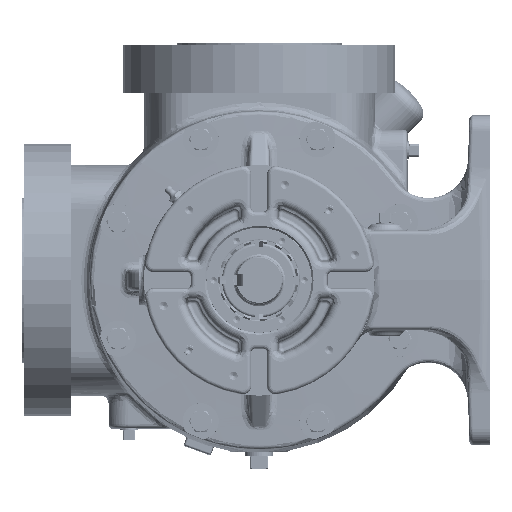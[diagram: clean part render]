
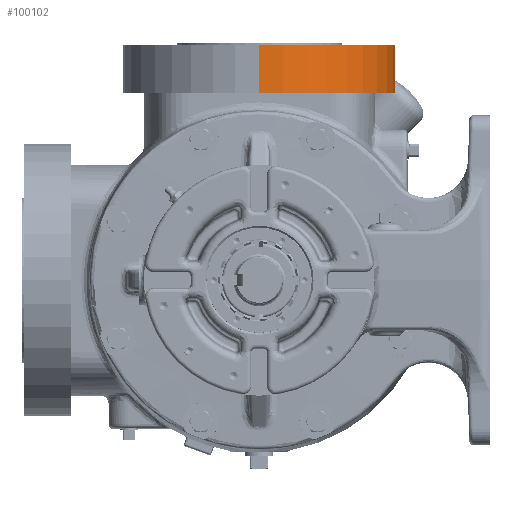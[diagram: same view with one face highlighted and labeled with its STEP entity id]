
A CAD part, left-side view. The second image highlights one B-rep face of the part: STEP entity #100102.
In plain terms, the highlighted cylindrical face has radius 104.775 mm (diameter 209.55 mm), a partial arc.
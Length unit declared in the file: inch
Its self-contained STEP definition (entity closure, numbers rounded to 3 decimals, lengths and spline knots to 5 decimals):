
#17796 = CYLINDRICAL_SURFACE ( 'NONE', #40287, 4.125 ) ;
#18707 = CARTESIAN_POINT ( 'NONE',  ( 7.47, 0., 5.6875 ) ) ;
#29334 = ORIENTED_EDGE ( 'NONE', *, *, #336769, .F. ) ;
#31066 = VECTOR ( 'NONE', #341686, 39.37008 ) ;
#38917 = EDGE_CURVE ( 'NONE', #72692, #181122, #144531, .T. ) ;
#40287 = AXIS2_PLACEMENT_3D ( 'NONE', #306688, #223064, #66711 ) ;
#49757 = CIRCLE ( 'NONE', #94291, 4.125 ) ;
#66711 = DIRECTION ( 'NONE',  ( -1., 0., 0. ) ) ;
#72692 = VERTEX_POINT ( 'NONE', #164300 ) ;
#88430 = DIRECTION ( 'NONE',  ( -1., 0., 0. ) ) ;
#93039 = EDGE_CURVE ( 'NONE', #159803, #181122, #186559, .T. ) ;
#94291 = AXIS2_PLACEMENT_3D ( 'NONE', #169769, #287882, #155727 ) ;
#97242 = EDGE_CURVE ( 'NONE', #104037, #72692, #49757, .T. ) ;
#100102 = ADVANCED_FACE ( 'NONE', ( #148342 ), #17796, .T. ) ;
#104037 = VERTEX_POINT ( 'NONE', #319993 ) ;
#108690 = ORIENTED_EDGE ( 'NONE', *, *, #93039, .F. ) ;
#114922 = EDGE_LOOP ( 'NONE', ( #29334, #322784, #336864, #108690 ) ) ;
#123850 = VECTOR ( 'NONE', #301096, 39.37008 ) ;
#144531 = LINE ( 'NONE', #194880, #123850 ) ;
#148342 = FACE_OUTER_BOUND ( 'NONE', #114922, .T. ) ;
#155727 = DIRECTION ( 'NONE',  ( -1., 0., 0. ) ) ;
#159803 = VERTEX_POINT ( 'NONE', #18707 ) ;
#164300 = CARTESIAN_POINT ( 'NONE',  ( -0.78, 0., 7.1275 ) ) ;
#169769 = CARTESIAN_POINT ( 'NONE',  ( 3.345, 0., 7.1275 ) ) ;
#181122 = VERTEX_POINT ( 'NONE', #292181 ) ;
#186559 = CIRCLE ( 'NONE', #258861, 4.125 ) ;
#194880 = CARTESIAN_POINT ( 'NONE',  ( -0.78, 0., 5.09404 ) ) ;
#209322 = CARTESIAN_POINT ( 'NONE',  ( 7.47, 0., 5.09404 ) ) ;
#223064 = DIRECTION ( 'NONE',  ( 0., 0., -1. ) ) ;
#258861 = AXIS2_PLACEMENT_3D ( 'NONE', #326676, #304034, #88430 ) ;
#285974 = LINE ( 'NONE', #209322, #31066 ) ;
#287882 = DIRECTION ( 'NONE',  ( 0., 0., -1. ) ) ;
#292181 = CARTESIAN_POINT ( 'NONE',  ( -0.78, 0., 5.6875 ) ) ;
#301096 = DIRECTION ( 'NONE',  ( 0., 0., -1. ) ) ;
#304034 = DIRECTION ( 'NONE',  ( 0., 0., -1. ) ) ;
#306688 = CARTESIAN_POINT ( 'NONE',  ( 3.345, 0., 5.09404 ) ) ;
#319993 = CARTESIAN_POINT ( 'NONE',  ( 7.47, 0., 7.1275 ) ) ;
#322784 = ORIENTED_EDGE ( 'NONE', *, *, #97242, .T. ) ;
#326676 = CARTESIAN_POINT ( 'NONE',  ( 3.345, 0., 5.6875 ) ) ;
#336769 = EDGE_CURVE ( 'NONE', #104037, #159803, #285974, .T. ) ;
#336864 = ORIENTED_EDGE ( 'NONE', *, *, #38917, .T. ) ;
#341686 = DIRECTION ( 'NONE',  ( 0., 0., -1. ) ) ;
